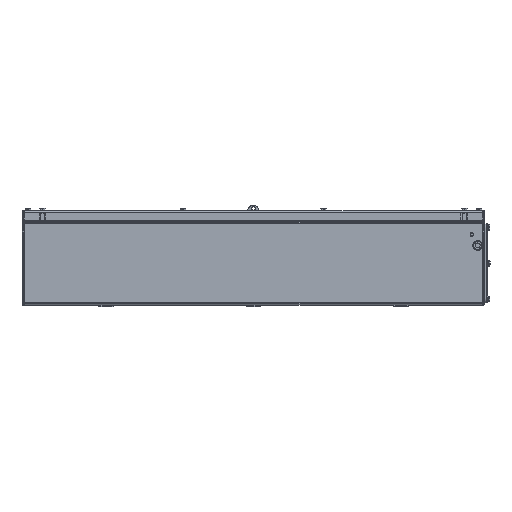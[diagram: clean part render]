
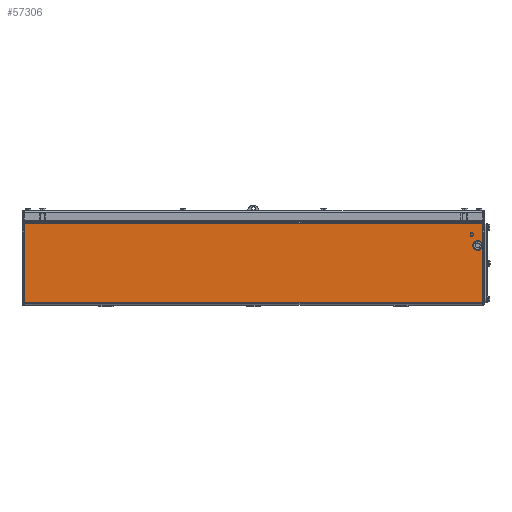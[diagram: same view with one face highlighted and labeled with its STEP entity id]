
A CAD part, left-side view. The second image highlights one B-rep face of the part: STEP entity #57306.
In plain terms, the highlighted planar face has unit normal (-1, 0, 0).
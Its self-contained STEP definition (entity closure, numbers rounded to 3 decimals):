
#57232=AXIS2_PLACEMENT_3D('Circle Axis2P3D',#57230,#57231,$) ;
#57252=AXIS2_PLACEMENT_3D('Plane Axis2P3D',#57249,#57250,#57251) ;
#57290=AXIS2_PLACEMENT_3D('Circle Axis2P3D',#57288,#57289,$) ;
#57196=CARTESIAN_POINT('Vertex',(25.5,20.85,125.04)) ;
#57199=CARTESIAN_POINT('Line Origine',(25.5,20.85,130.)) ;
#57203=CARTESIAN_POINT('Vertex',(25.5,20.85,134.96)) ;
#57230=CARTESIAN_POINT('Axis2P3D Location',(25.5,26.,130.)) ;
#57234=CARTESIAN_POINT('Vertex',(25.5,31.15,134.96)) ;
#57249=CARTESIAN_POINT('Axis2P3D Location',(25.5,11.,3.5)) ;
#57254=CARTESIAN_POINT('Line Origine',(25.5,988.,92.)) ;
#57258=CARTESIAN_POINT('Vertex',(25.5,988.,6.5)) ;
#57260=CARTESIAN_POINT('Vertex',(25.5,988.,177.5)) ;
#57263=CARTESIAN_POINT('Line Origine',(25.5,501.,6.5)) ;
#57267=CARTESIAN_POINT('Vertex',(25.5,14.,6.5)) ;
#57270=CARTESIAN_POINT('Line Origine',(25.5,14.,92.)) ;
#57274=CARTESIAN_POINT('Vertex',(25.5,14.,177.5)) ;
#57277=CARTESIAN_POINT('Line Origine',(25.5,501.,177.5)) ;
#57288=CARTESIAN_POINT('Axis2P3D Location',(25.5,26.,130.)) ;
#57292=CARTESIAN_POINT('Vertex',(25.5,31.15,125.04)) ;
#57295=CARTESIAN_POINT('Line Origine',(25.5,31.15,130.)) ;
#57200=DIRECTION('Vector Direction',(0.,0.,-1.)) ;
#57231=DIRECTION('Axis2P3D Direction',(-1.,0.,0.)) ;
#57250=DIRECTION('Axis2P3D Direction',(1.,0.,0.)) ;
#57251=DIRECTION('Axis2P3D XDirection',(0.,1.,0.)) ;
#57255=DIRECTION('Vector Direction',(0.,0.,1.)) ;
#57264=DIRECTION('Vector Direction',(0.,-1.,0.)) ;
#57271=DIRECTION('Vector Direction',(0.,0.,1.)) ;
#57278=DIRECTION('Vector Direction',(0.,1.,0.)) ;
#57289=DIRECTION('Axis2P3D Direction',(1.,0.,0.)) ;
#57296=DIRECTION('Vector Direction',(0.,0.,1.)) ;
#57201=VECTOR('Line Direction',#57200,1.) ;
#57256=VECTOR('Line Direction',#57255,1.) ;
#57265=VECTOR('Line Direction',#57264,1.) ;
#57272=VECTOR('Line Direction',#57271,1.) ;
#57279=VECTOR('Line Direction',#57278,1.) ;
#57297=VECTOR('Line Direction',#57296,1.) ;
#57283=ORIENTED_EDGE('',*,*,#57262,.F.) ;
#57284=ORIENTED_EDGE('',*,*,#57269,.F.) ;
#57285=ORIENTED_EDGE('',*,*,#57276,.T.) ;
#57286=ORIENTED_EDGE('',*,*,#57281,.F.) ;
#57301=ORIENTED_EDGE('',*,*,#57294,.F.) ;
#57302=ORIENTED_EDGE('',*,*,#57299,.F.) ;
#57303=ORIENTED_EDGE('',*,*,#57236,.F.) ;
#57304=ORIENTED_EDGE('',*,*,#57205,.F.) ;
#57305=FACE_BOUND('',#57300,.T.) ;
#57306=ADVANCED_FACE('ZUB.2\\ZUB_GH_KTB_MH_980x740x200_4GP.1\\GH_KTB_MH_QL_FS_PART_Multi-Master.1\\Koerper.2',(#57287,#57305),#57253,.F.) ;
#57233=CIRCLE('generated circle',#57232,7.15) ;
#57291=CIRCLE('generated circle',#57290,7.15) ;
#57205=EDGE_CURVE('',#57197,#57204,#57202,.F.) ;
#57236=EDGE_CURVE('',#57204,#57235,#57233,.T.) ;
#57262=EDGE_CURVE('',#57259,#57261,#57257,.T.) ;
#57269=EDGE_CURVE('',#57268,#57259,#57266,.F.) ;
#57276=EDGE_CURVE('',#57268,#57275,#57273,.T.) ;
#57281=EDGE_CURVE('',#57261,#57275,#57280,.F.) ;
#57294=EDGE_CURVE('',#57293,#57197,#57291,.F.) ;
#57299=EDGE_CURVE('',#57235,#57293,#57298,.F.) ;
#57282=EDGE_LOOP('',(#57283,#57284,#57285,#57286)) ;
#57300=EDGE_LOOP('',(#57301,#57302,#57303,#57304)) ;
#57287=FACE_OUTER_BOUND('',#57282,.T.) ;
#57202=LINE('Line',#57199,#57201) ;
#57257=LINE('Line',#57254,#57256) ;
#57266=LINE('Line',#57263,#57265) ;
#57273=LINE('Line',#57270,#57272) ;
#57280=LINE('Line',#57277,#57279) ;
#57298=LINE('Line',#57295,#57297) ;
#57253=PLANE('',#57252) ;
#57197=VERTEX_POINT('',#57196) ;
#57204=VERTEX_POINT('',#57203) ;
#57235=VERTEX_POINT('',#57234) ;
#57259=VERTEX_POINT('',#57258) ;
#57261=VERTEX_POINT('',#57260) ;
#57268=VERTEX_POINT('',#57267) ;
#57275=VERTEX_POINT('',#57274) ;
#57293=VERTEX_POINT('',#57292) ;
